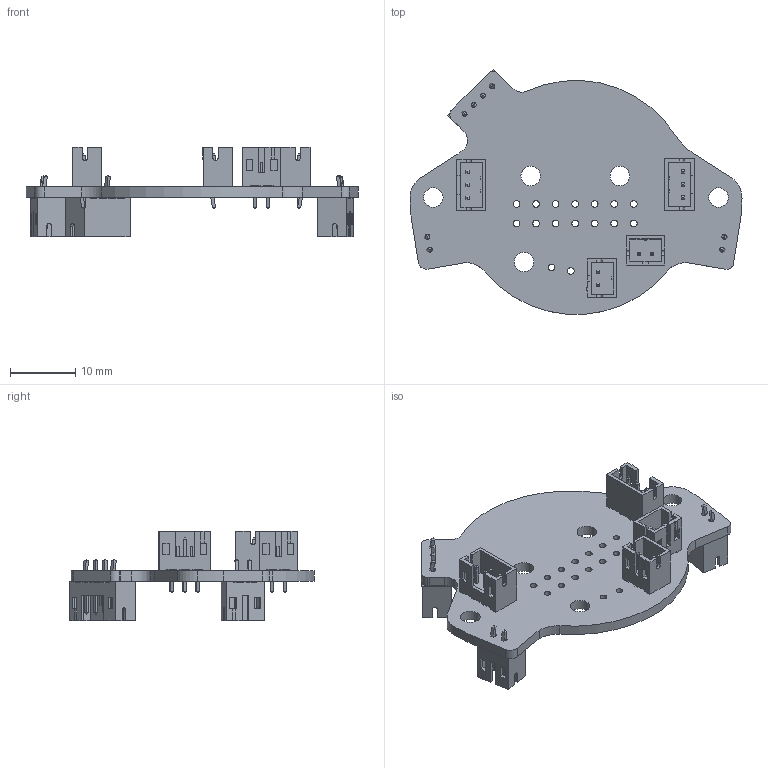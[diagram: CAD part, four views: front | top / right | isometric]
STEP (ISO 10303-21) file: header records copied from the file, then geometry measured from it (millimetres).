
FILE_DESCRIPTION(('KiCad electronic assembly'),'2;1');
FILE_NAME('v0_miniAB_pancake_board.step','2021-09-12T17:36:30',( 'An Author'),('A Company'),'Open CASCADE STEP processor 7.5', 'KiCad to STEP converter','Unknown');
FILE_SCHEMA(('AUTOMOTIVE_DESIGN { 1 0 10303 214 1 1 1 1 }'));
Length unit declared in the file: millimetre
Products named in the file (8): Open CASCADE STEP translator 7.5 1; JST_PH_B3B-PH-K_1x03_P2.00mm_Vertical; SOLID; JST_PH_B2B-PH-K_1x02_P2.00mm_Vertical; JST_PH_B4B-PH-K_1x04_P2.00mm_Vertical; COMPOUND
Assembly tree (11 placements, depth 3):
  Open CASCADE STEP translator 7.5 1
    JST_PH_B3B-PH-K_1x03_P2.00mm_Vertical  x2
      SOLID
    JST_PH_B2B-PH-K_1x02_P2.00mm_Vertical  x4
      SOLID
    JST_PH_B4B-PH-K_1x04_P2.00mm_Vertical
      SOLID
    COMPOUND
Bounding box: 51.01 x 37.59 x 13.7 mm (x, y, z)
Volume: 2692.3 mm3; surface area: 5102.6 mm2
Topology: 8 solids, 8 shells, 830 faces, 2267 edges, 1482 vertices
Faces by surface type: plane 761, cylinder 69
Full cylindrical faces by diameter (mm): 0.75 x18, 1.02 x16, 3 x5
Entity records: 31520 total; most frequent: CARTESIAN_POINT 4745, DIRECTION 4522, LINE 3275, VECTOR 3275, ORIENTED_EDGE 2346, PCURVE 2346, DEFINITIONAL_REPRESENTATION 2346, EDGE_CURVE 1173
